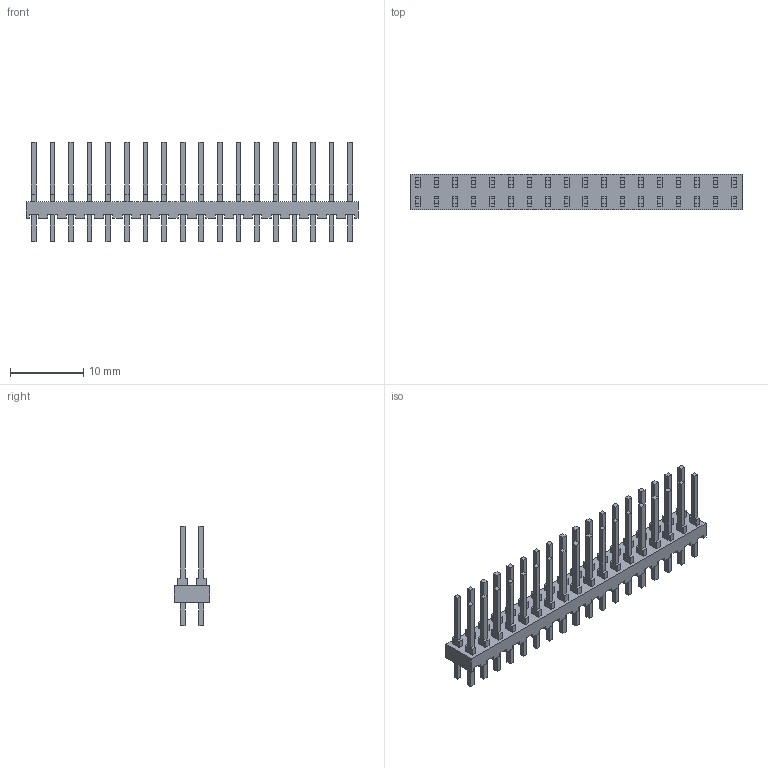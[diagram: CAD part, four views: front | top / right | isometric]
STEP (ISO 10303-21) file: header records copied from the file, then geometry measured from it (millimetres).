
FILE_DESCRIPTION((''),'2;1');
FILE_NAME('C-0087215-18-3','2007-08-31T',('workeradm'),('Tyco Electronics Corporation'),'PRO/ENGINEER BY PARAMETRIC TECHNOLOGY CORPORATION, 2005450','PRO/ENGINEER BY PARAMETRIC TECHNOLOGY CORPORATION, 2005450','');
FILE_SCHEMA(('CONFIG_CONTROL_DESIGN', 'GEOMETRIC_VALIDATION_PROPERTIES_MIM'));
Length unit declared in the file: millimetre
Products named in the file (1): C-0087215-18-3
Bounding box: 45.31 x 4.88 x 13.54 mm (x, y, z)
Volume: 636.4 mm3; surface area: 1866.6 mm2
Topology: 1 solids, 1 shells, 582 faces, 1524 edges, 1016 vertices
Faces by surface type: plane 582
Entity records: 17637 total; most frequent: CARTESIAN_POINT 3123, ORIENTED_EDGE 3048, DIRECTION 2688, VECTOR 1524, LINE 1524, EDGE_CURVE 1524, VERTEX_POINT 1016, EDGE_LOOP 654
